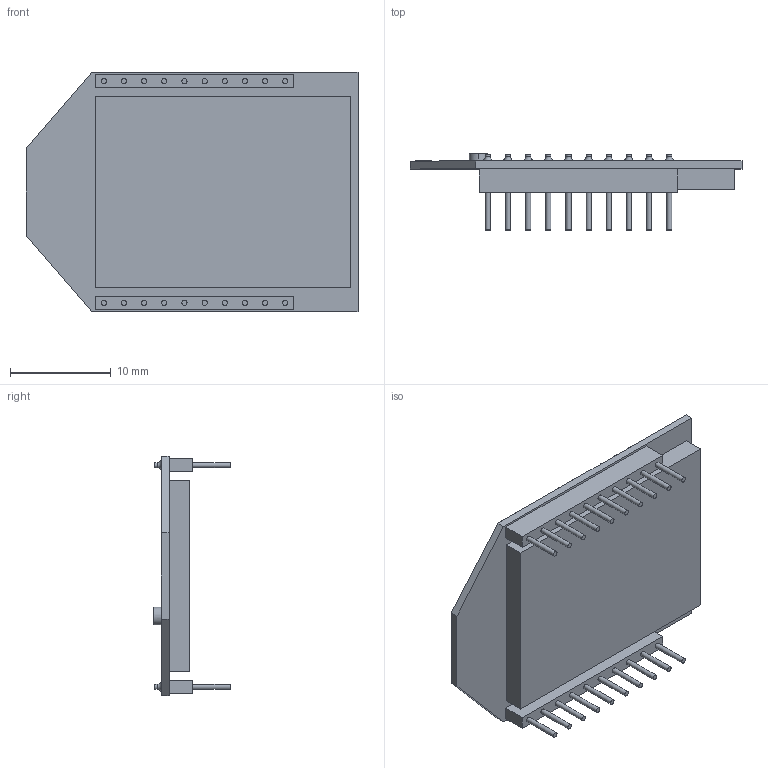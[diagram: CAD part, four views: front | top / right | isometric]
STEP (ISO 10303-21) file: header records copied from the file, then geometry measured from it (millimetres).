
FILE_DESCRIPTION(/* description */ (''),/* implementation_level */ '2;1');
FILE_NAME(/* name */ 'User Library-XBeeProS_AG1.step',/* time_stamp */ '2020-05-25T19:27:50-04:00',/* author */ (''),/* organization */ (''),/* preprocessor_version */ 'ST-DEVELOPER v18.1',/* originating_system */ 'Autodesk Translation Framework v9.3.0.1241',/* authorisation */ '');
FILE_SCHEMA (('AUTOMOTIVE_DESIGN { 1 0 10303 214 3 1 1 }'));
Length unit declared in the file: millimetre
Products named in the file (1): User Library-XBeeProS_AG1
Bounding box: 32.94 x 7.6 x 23.73 mm (x, y, z)
Volume: 1678.8 mm3; surface area: 2060.9 mm2
Topology: 1 solids, 1 shells, 179 faces, 360 edges, 240 vertices
Faces by surface type: plane 109, cylinder 48, torus 20, bspline 2
Full cylindrical faces by diameter (mm): 0.51 x40, 0.793 x1, 0.831 x1, 0.878 x1, 0.884 x1, 0.996 x1, 1.479 x1, 1.54 x1
Entity records: 5160 total; most frequent: CARTESIAN_POINT 1032, DIRECTION 872, ORIENTED_EDGE 720, EDGE_CURVE 360, AXIS2_PLACEMENT_3D 338, VERTEX_POINT 240, EDGE_LOOP 236, LINE 196
